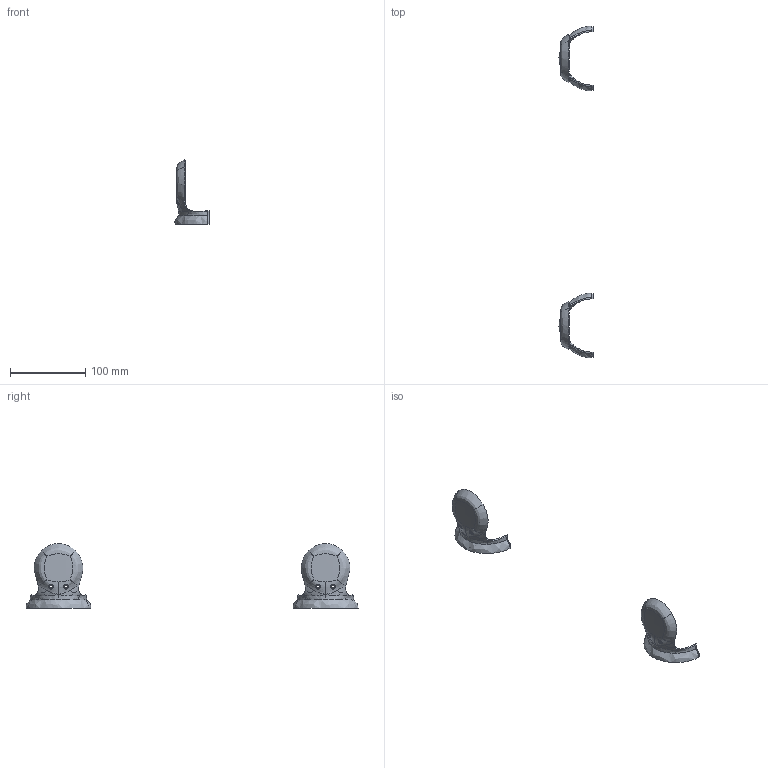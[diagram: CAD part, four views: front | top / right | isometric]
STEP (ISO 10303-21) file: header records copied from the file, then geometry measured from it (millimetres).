
FILE_DESCRIPTION(/* description */ (''),/* implementation_level */ '2;1');
FILE_NAME(/* name */ 'Upper_Arm_Top_Front.stp',/* time_stamp */ '2025-05-16T17:55:02+08:00',/* author */ (''),/* organization */ (''),/* preprocessor_version */ 'ST-DEVELOPER v19.2',/* originating_system */ 'Rhino 8.17',/* authorisation */ '');
FILE_SCHEMA (('AP242_MANAGED_MODEL_BASED_3D_ENGINEERING_MIM_LF { 1 0 10303 442 3 1 4 }'));
Length unit declared in the file: centimetre
Products named in the file (1): Document
Bounding box: 45.52 x 441.97 x 86.24 mm (x, y, z)
Volume: 28499.9 mm3; surface area: 34724.7 mm2
Topology: 18 solids, 18 shells, 300 faces, 686 edges, 410 vertices
Faces by surface type: bspline 128, plane 116, cylinder 56
Entity records: 28054 total; most frequent: CARTESIAN_POINT 23077, ORIENTED_EDGE 1372, EDGE_CURVE 686, B_SPLINE_CURVE_WITH_KNOTS 554, VERTEX_POINT 410, EDGE_LOOP 312, ADVANCED_FACE 300, FACE_OUTER_BOUND 300
